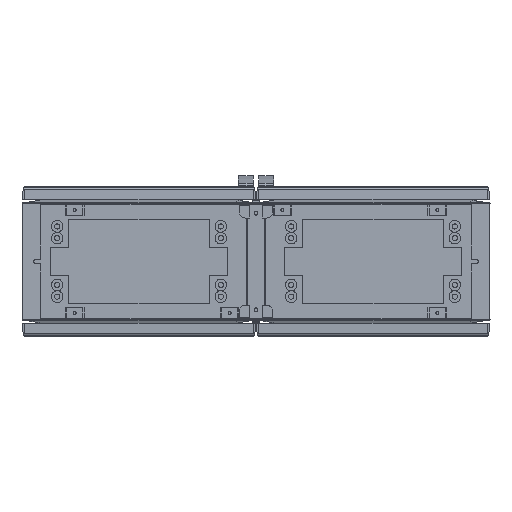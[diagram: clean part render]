
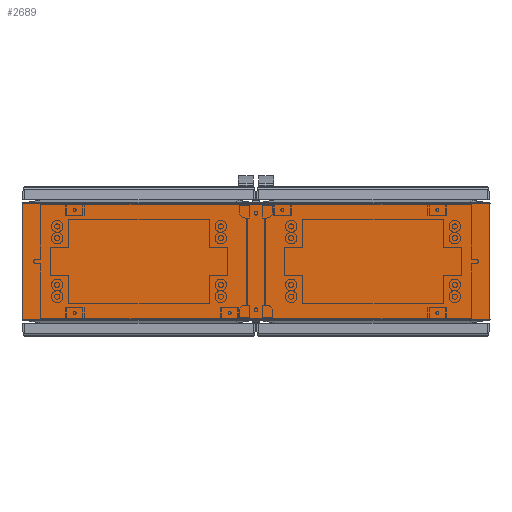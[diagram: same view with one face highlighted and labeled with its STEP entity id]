
A CAD part, front view. The second image highlights one B-rep face of the part: STEP entity #2689.
In plain terms, the highlighted planar face has unit normal (0, -1, 0).
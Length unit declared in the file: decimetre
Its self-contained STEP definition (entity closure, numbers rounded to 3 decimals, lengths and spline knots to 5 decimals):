
#2689=ADVANCED_FACE('',(#10666),#10667,.T.);
#10666=FACE_OUTER_BOUND('',#21484,.T.);
#10667=PLANE('',#21485);
#21484=EDGE_LOOP('',(#48301,#48302,#48303,#48304));
#21485=AXIS2_PLACEMENT_3D('',#48305,#48306,#48307);
#48301=ORIENTED_EDGE('',*,*,#75014,.F.);
#48302=ORIENTED_EDGE('',*,*,#75015,.F.);
#48303=ORIENTED_EDGE('',*,*,#75016,.T.);
#48304=ORIENTED_EDGE('',*,*,#73232,.F.);
#48305=CARTESIAN_POINT('',(-500.0,-750.0,-124.07));
#48306=DIRECTION('',(0.,-1.0,0.));
#48307=DIRECTION('',(-1.0,0.,0.0));
#73232=EDGE_CURVE('',#89857,#89859,#89860,.T.);
#75014=EDGE_CURVE('',#92549,#89857,#92550,.T.);
#75015=EDGE_CURVE('',#92551,#92549,#92552,.T.);
#75016=EDGE_CURVE('',#92551,#89859,#92553,.T.);
#89857=VERTEX_POINT('',#118753);
#89859=VERTEX_POINT('',#118755);
#89860=LINE('',#118756,#118757);
#92549=VERTEX_POINT('',#124602);
#92550=LINE('',#124603,#124604);
#92551=VERTEX_POINT('',#124605);
#92552=LINE('',#124606,#124607);
#92553=LINE('',#124608,#124609);
#118753=CARTESIAN_POINT('',(499.999,-750.0,124.07));
#118755=CARTESIAN_POINT('',(499.999,-750.0,-124.07));
#118756=CARTESIAN_POINT('',(499.999,-750.0,124.07));
#118757=VECTOR('',#148781,1.0);
#124602=CARTESIAN_POINT('',(-500.0,-750.0,124.07));
#124603=CARTESIAN_POINT('',(-0.001,-750.0,124.07));
#124604=VECTOR('',#151083,1.0);
#124605=CARTESIAN_POINT('',(-500.0,-750.0,-124.07));
#124606=CARTESIAN_POINT('',(-500.0,-750.0,-124.07));
#124607=VECTOR('',#151084,1.0);
#124608=CARTESIAN_POINT('',(-0.001,-750.0,-124.07));
#124609=VECTOR('',#151085,1.0);
#148781=DIRECTION('',(0.,0.,-1.0));
#151083=DIRECTION('',(1.0,0.,0.));
#151084=DIRECTION('',(0.,0.,1.0));
#151085=DIRECTION('',(1.0,0.,0.));
